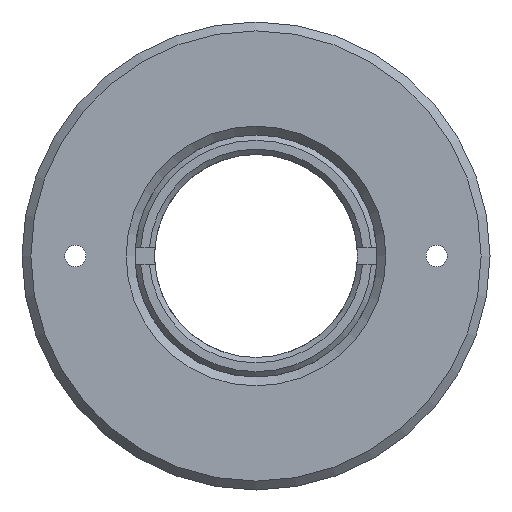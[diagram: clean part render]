
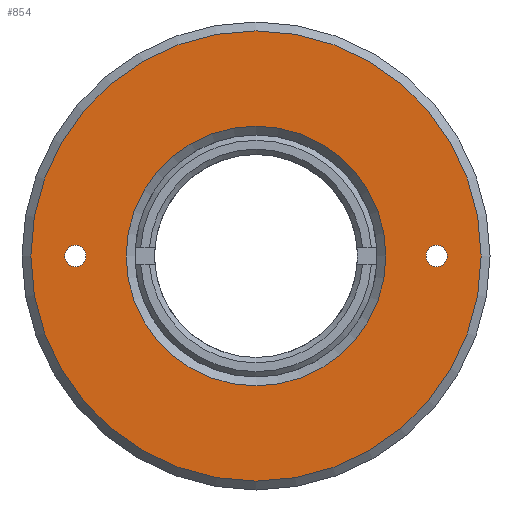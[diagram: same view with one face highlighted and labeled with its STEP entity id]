
A CAD part, front view. The second image highlights one B-rep face of the part: STEP entity #854.
In plain terms, the highlighted planar face has unit normal (0, -1, 0).
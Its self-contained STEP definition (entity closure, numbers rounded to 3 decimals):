
#23 = CARTESIAN_POINT ( 'NONE',  ( 0., 0., 0. ) ) ;
#98 = CARTESIAN_POINT ( 'NONE',  ( -10.15, 0., 0. ) ) ;
#102 = CIRCLE ( 'NONE', #381, 0.6 ) ;
#106 = CARTESIAN_POINT ( 'NONE',  ( 0., 0., 0. ) ) ;
#175 = AXIS2_PLACEMENT_3D ( 'NONE', #652, #306, #472 ) ;
#224 = AXIS2_PLACEMENT_3D ( 'NONE', #106, #529, #956 ) ;
#241 = CARTESIAN_POINT ( 'NONE',  ( 10.15, 0., 0. ) ) ;
#246 = VERTEX_POINT ( 'NONE', #1090 ) ;
#248 = DIRECTION ( 'NONE',  ( 0., 0., 1. ) ) ;
#266 = FACE_BOUND ( 'NONE', #388, .T. ) ;
#306 = DIRECTION ( 'NONE',  ( 0., 1., 0. ) ) ;
#311 = VERTEX_POINT ( 'NONE', #844 ) ;
#321 = ORIENTED_EDGE ( 'NONE', *, *, #326, .F. ) ;
#326 = EDGE_CURVE ( 'NONE', #311, #311, #691, .T. ) ;
#361 = FACE_BOUND ( 'NONE', #377, .T. ) ;
#377 = EDGE_LOOP ( 'NONE', ( #321 ) ) ;
#381 = AXIS2_PLACEMENT_3D ( 'NONE', #98, #585, #248 ) ;
#388 = EDGE_LOOP ( 'NONE', ( #973 ) ) ;
#391 = DIRECTION ( 'NONE',  ( 0., 0., 1. ) ) ;
#449 = EDGE_CURVE ( 'NONE', #1080, #1080, #806, .T. ) ;
#458 = EDGE_LOOP ( 'NONE', ( #1084 ) ) ;
#472 = DIRECTION ( 'NONE',  ( 0., 0., 1. ) ) ;
#476 = FACE_OUTER_BOUND ( 'NONE', #534, .T. ) ;
#506 = CIRCLE ( 'NONE', #1077, 0.6 ) ;
#529 = DIRECTION ( 'NONE',  ( 0., -1., 0. ) ) ;
#534 = EDGE_LOOP ( 'NONE', ( #872 ) ) ;
#585 = DIRECTION ( 'NONE',  ( 0., -1., 0. ) ) ;
#652 = CARTESIAN_POINT ( 'NONE',  ( 0., 0., 0. ) ) ;
#691 = CIRCLE ( 'NONE', #224, 7.295 ) ;
#697 = EDGE_CURVE ( 'NONE', #246, #246, #506, .T. ) ;
#740 = CARTESIAN_POINT ( 'NONE',  ( -10.15, 0., 0.6 ) ) ;
#806 = CIRCLE ( 'NONE', #175, 12.645 ) ;
#831 = EDGE_CURVE ( 'NONE', #1086, #1086, #102, .T. ) ;
#844 = CARTESIAN_POINT ( 'NONE',  ( 7.295, 0., 0. ) ) ;
#854 = ADVANCED_FACE ( 'NONE', ( #361, #476, #266, #869 ), #1031, .F. ) ;
#856 = DIRECTION ( 'NONE',  ( 0., -1., 0. ) ) ;
#869 = FACE_BOUND ( 'NONE', #458, .T. ) ;
#872 = ORIENTED_EDGE ( 'NONE', *, *, #449, .F. ) ;
#920 = CARTESIAN_POINT ( 'NONE',  ( 0., 0., 12.645 ) ) ;
#923 = DIRECTION ( 'NONE',  ( 0., 0., 1. ) ) ;
#953 = AXIS2_PLACEMENT_3D ( 'NONE', #23, #971, #391 ) ;
#956 = DIRECTION ( 'NONE',  ( 1., 0., 0. ) ) ;
#971 = DIRECTION ( 'NONE',  ( 0., 1., 0. ) ) ;
#973 = ORIENTED_EDGE ( 'NONE', *, *, #697, .F. ) ;
#1031 = PLANE ( 'NONE',  #953 ) ;
#1077 = AXIS2_PLACEMENT_3D ( 'NONE', #241, #856, #923 ) ;
#1080 = VERTEX_POINT ( 'NONE', #920 ) ;
#1084 = ORIENTED_EDGE ( 'NONE', *, *, #831, .F. ) ;
#1086 = VERTEX_POINT ( 'NONE', #740 ) ;
#1090 = CARTESIAN_POINT ( 'NONE',  ( 10.15, 0., 0.6 ) ) ;
